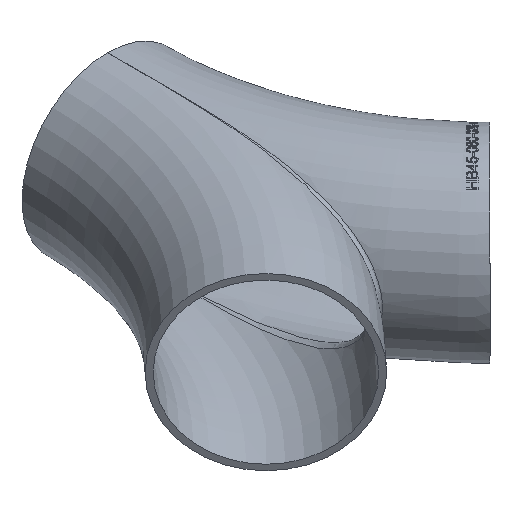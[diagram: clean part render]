
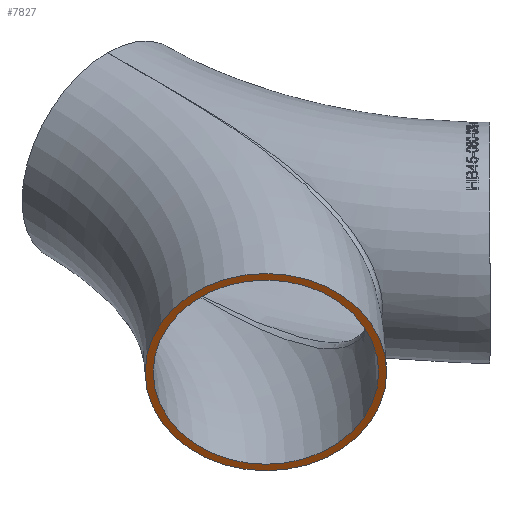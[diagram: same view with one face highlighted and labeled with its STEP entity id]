
A CAD part, isometric view. The second image highlights one B-rep face of the part: STEP entity #7827.
In plain terms, the highlighted planar face has unit normal (-0.707, -0.707, 0).
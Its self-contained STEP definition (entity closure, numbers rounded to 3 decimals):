
#2029 = VERTEX_POINT ( 'NONE', #13031 ) ;
#2544 = PLANE ( 'NONE',  #23491 ) ;
#4716 = AXIS2_PLACEMENT_3D ( 'NONE', #14468, #10454, #10329 ) ;
#5444 = VERTEX_POINT ( 'NONE', #20497 ) ;
#6346 = DIRECTION ( 'NONE',  ( 0.707, 0.707, 0. ) ) ;
#6608 = ORIENTED_EDGE ( 'NONE', *, *, #21066, .F. ) ;
#6828 = FACE_BOUND ( 'NONE', #11423, .T. ) ;
#7447 = CIRCLE ( 'NONE', #19939, 30.15 ) ;
#7827 = ADVANCED_FACE ( 'NONE', ( #6828, #8180 ), #2544, .F. ) ;
#8180 = FACE_OUTER_BOUND ( 'NONE', #12578, .T. ) ;
#10329 = DIRECTION ( 'NONE',  ( -0.707, 0.707, 0. ) ) ;
#10454 = DIRECTION ( 'NONE',  ( 0.707, 0.707, 0. ) ) ;
#11160 = DIRECTION ( 'NONE',  ( 0., 0., 1. ) ) ;
#11423 = EDGE_LOOP ( 'NONE', ( #11818 ) ) ;
#11818 = ORIENTED_EDGE ( 'NONE', *, *, #20331, .T. ) ;
#12578 = EDGE_LOOP ( 'NONE', ( #6608 ) ) ;
#13031 = CARTESIAN_POINT ( 'NONE',  ( -59.446, -75.554, 0. ) ) ;
#13797 = DIRECTION ( 'NONE',  ( 0., 0., 1. ) ) ;
#14468 = CARTESIAN_POINT ( 'NONE',  ( -39.541, -95.459, 0. ) ) ;
#15616 = CARTESIAN_POINT ( 'NONE',  ( -39.541, -95.459, 0. ) ) ;
#18248 = DIRECTION ( 'NONE',  ( 0.707, 0.707, 0. ) ) ;
#18493 = CARTESIAN_POINT ( 'NONE',  ( -39.541, -95.459, 0. ) ) ;
#19939 = AXIS2_PLACEMENT_3D ( 'NONE', #18493, #18248, #11160 ) ;
#19964 = CIRCLE ( 'NONE', #4716, 28.15 ) ;
#20331 = EDGE_CURVE ( 'NONE', #2029, #2029, #19964, .T. ) ;
#20497 = CARTESIAN_POINT ( 'NONE',  ( -39.541, -95.459, 30.15 ) ) ;
#21066 = EDGE_CURVE ( 'NONE', #5444, #5444, #7447, .T. ) ;
#23491 = AXIS2_PLACEMENT_3D ( 'NONE', #15616, #6346, #13797 ) ;
